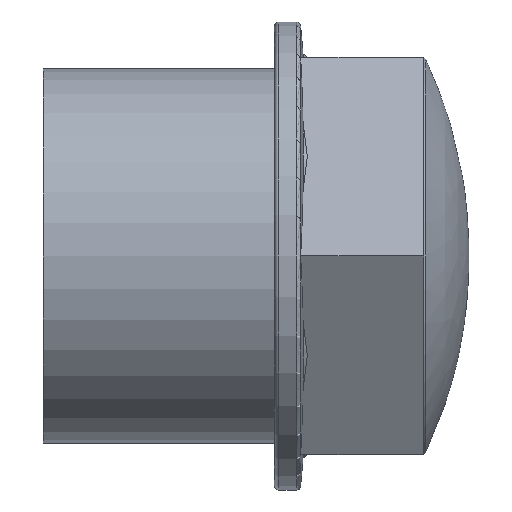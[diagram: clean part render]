
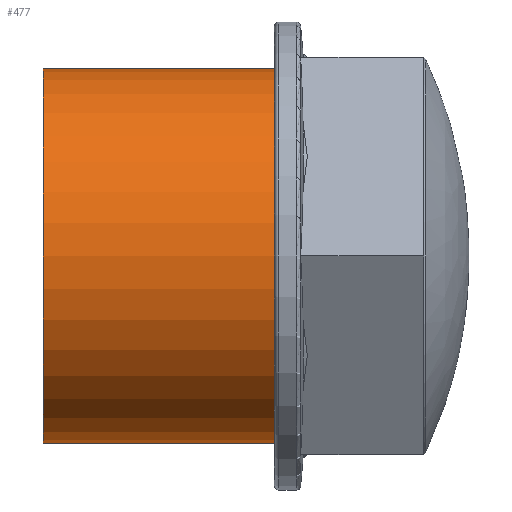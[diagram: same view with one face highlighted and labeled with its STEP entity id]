
A CAD part, front view. The second image highlights one B-rep face of the part: STEP entity #477.
In plain terms, the highlighted cylindrical face has radius 13.2 mm (diameter 26.4 mm), a full revolution.
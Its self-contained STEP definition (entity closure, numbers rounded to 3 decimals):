
#96=FACE_BOUND($,#161,.T.);
#106=CYLINDRICAL_SURFACE($,#514,13.2);
#128=FACE_OUTER_BOUND($,#160,.T.);
#160=EDGE_LOOP($,(#342));
#161=EDGE_LOOP($,(#343));
#201=CIRCLE($,#515,13.2);
#202=CIRCLE($,#516,13.2);
#225=VERTEX_POINT($,#704);
#226=VERTEX_POINT($,#706);
#274=EDGE_CURVE($,#225,#225,#201,.T.);
#275=EDGE_CURVE($,#226,#226,#202,.T.);
#342=ORIENTED_EDGE($,*,*,#274,.T.);
#343=ORIENTED_EDGE($,*,*,#275,.F.);
#477=ADVANCED_FACE($,(#128,#96),#106,.T.);
#514=AXIS2_PLACEMENT_3D($,#703,#574,#575);
#515=AXIS2_PLACEMENT_3D($,#705,#576,#577);
#516=AXIS2_PLACEMENT_3D($,#707,#578,#579);
#574=DIRECTION('center_axis',(-1.,0.,0.));
#575=DIRECTION('ref_axis',(0.,1.,0.));
#576=DIRECTION('center_axis',(-1.,0.,0.));
#577=DIRECTION('ref_axis',(0.,1.,0.));
#578=DIRECTION('center_axis',(-1.,0.,0.));
#579=DIRECTION('ref_axis',(0.,1.,0.));
#703=CARTESIAN_POINT('Origin',(0.972,0.,0.));
#704=CARTESIAN_POINT('',(17.135,-13.2,0.));
#705=CARTESIAN_POINT('Origin',(17.135,0.,0.));
#706=CARTESIAN_POINT('',(0.835,-13.2,0.));
#707=CARTESIAN_POINT('Origin',(0.835,0.,0.));
